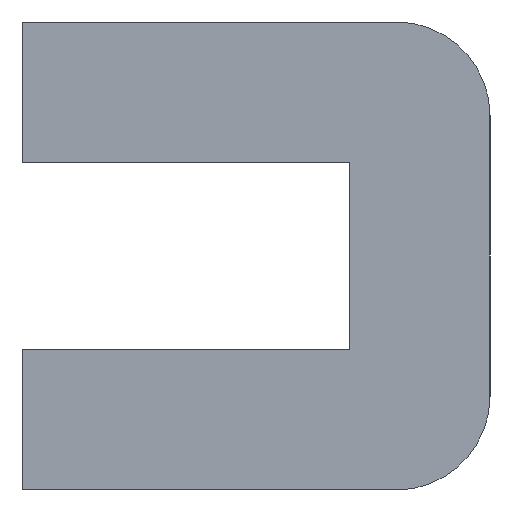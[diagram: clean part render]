
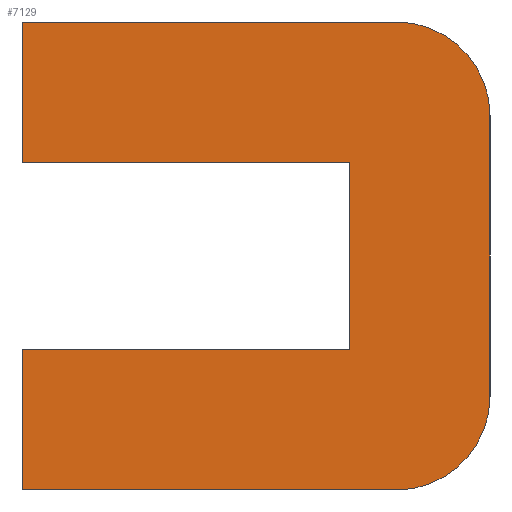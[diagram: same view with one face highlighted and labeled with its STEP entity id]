
A CAD part, left-side view. The second image highlights one B-rep face of the part: STEP entity #7129.
In plain terms, the highlighted planar face has unit normal (-1, 0, 0).
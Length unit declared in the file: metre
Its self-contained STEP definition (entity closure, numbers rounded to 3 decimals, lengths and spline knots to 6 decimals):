
#548=CIRCLE('',#7639,0.001);
#549=CIRCLE('',#7640,0.001);
#1023=ORIENTED_EDGE('',*,*,#3217,.F.);
#1024=ORIENTED_EDGE('',*,*,#3229,.T.);
#1025=ORIENTED_EDGE('',*,*,#3211,.T.);
#1026=ORIENTED_EDGE('',*,*,#3230,.T.);
#1027=ORIENTED_EDGE('',*,*,#2997,.T.);
#1028=ORIENTED_EDGE('',*,*,#3209,.F.);
#1029=ORIENTED_EDGE('',*,*,#3205,.F.);
#1030=ORIENTED_EDGE('',*,*,#3225,.T.);
#1031=ORIENTED_EDGE('',*,*,#3222,.T.);
#1032=ORIENTED_EDGE('',*,*,#3219,.F.);
#2997=EDGE_CURVE('',#4107,#4108,#4786,.T.);
#3205=EDGE_CURVE('',#4315,#4316,#4885,.T.);
#3209=EDGE_CURVE('',#4316,#4108,#4889,.T.);
#3211=EDGE_CURVE('',#4319,#4320,#4891,.T.);
#3217=EDGE_CURVE('',#4325,#4326,#4897,.T.);
#3219=EDGE_CURVE('',#4326,#4327,#4899,.T.);
#3222=EDGE_CURVE('',#4329,#4327,#4902,.T.);
#3225=EDGE_CURVE('',#4315,#4329,#4905,.T.);
#3229=EDGE_CURVE('',#4325,#4319,#548,.F.);
#3230=EDGE_CURVE('',#4320,#4107,#549,.F.);
#4107=VERTEX_POINT('',#10018);
#4108=VERTEX_POINT('',#10019);
#4315=VERTEX_POINT('',#10535);
#4316=VERTEX_POINT('',#10536);
#4319=VERTEX_POINT('',#10547);
#4320=VERTEX_POINT('',#10548);
#4325=VERTEX_POINT('',#10559);
#4326=VERTEX_POINT('',#10561);
#4327=VERTEX_POINT('',#10565);
#4329=VERTEX_POINT('',#10571);
#4786=LINE('',#10017,#5448);
#4885=LINE('',#10534,#5547);
#4889=LINE('',#10543,#5551);
#4891=LINE('',#10546,#5553);
#4897=LINE('',#10560,#5559);
#4899=LINE('',#10564,#5561);
#4902=LINE('',#10570,#5564);
#4905=LINE('',#10576,#5567);
#5448=VECTOR('',#8159,1.);
#5547=VECTOR('',#8380,1.);
#5551=VECTOR('',#8386,1.);
#5553=VECTOR('',#8390,1.);
#5559=VECTOR('',#8398,1.);
#5561=VECTOR('',#8402,1.);
#5564=VECTOR('',#8407,1.);
#5567=VECTOR('',#8412,1.);
#6108=EDGE_LOOP('',(#1023,#1024,#1025,#1026,#1027,#1028,#1029,#1030,#1031,
#1032));
#6540=FACE_BOUND('',#6108,.T.);
#6951=PLANE('',#7638);
#7129=ADVANCED_FACE('',(#6540),#6951,.F.);
#7638=AXIS2_PLACEMENT_3D('',#10581,#8420,#8421);
#7639=AXIS2_PLACEMENT_3D('',#10582,#8422,#8423);
#7640=AXIS2_PLACEMENT_3D('',#10583,#8424,#8425);
#8159=DIRECTION('',(0.,1.,0.));
#8380=DIRECTION('',(0.,1.,0.));
#8386=DIRECTION('',(0.,0.,1.));
#8390=DIRECTION('',(0.,0.,1.));
#8398=DIRECTION('',(0.,1.,0.));
#8402=DIRECTION('',(0.,0.,1.));
#8407=DIRECTION('',(0.,1.,0.));
#8412=DIRECTION('',(0.,0.,-1.));
#8420=DIRECTION('',(1.,0.,0.));
#8421=DIRECTION('',(0.,1.,0.));
#8422=DIRECTION('',(1.,0.,0.));
#8423=DIRECTION('',(0.,0.,-1.));
#8424=DIRECTION('',(1.,0.,0.));
#8425=DIRECTION('',(0.,0.,-1.));
#10017=CARTESIAN_POINT('',(0.006045,-0.017,0.035755));
#10018=CARTESIAN_POINT('',(0.006045,-0.016,0.035755));
#10019=CARTESIAN_POINT('',(0.006045,-0.012,0.035755));
#10534=CARTESIAN_POINT('',(0.006045,-0.01375,0.034255));
#10535=CARTESIAN_POINT('',(0.006045,-0.0155,0.034255));
#10536=CARTESIAN_POINT('',(0.006045,-0.012,0.034255));
#10543=CARTESIAN_POINT('',(0.006045,-0.012,0.035005));
#10546=CARTESIAN_POINT('',(0.006045,-0.017,0.033255));
#10547=CARTESIAN_POINT('',(0.006045,-0.017,0.031755));
#10548=CARTESIAN_POINT('',(0.006045,-0.017,0.034755));
#10559=CARTESIAN_POINT('',(0.006045,-0.016,0.030755));
#10560=CARTESIAN_POINT('',(0.006045,-0.017,0.030755));
#10561=CARTESIAN_POINT('',(0.006045,-0.012,0.030755));
#10564=CARTESIAN_POINT('',(0.006045,-0.012,0.031505));
#10565=CARTESIAN_POINT('',(0.006045,-0.012,0.032255));
#10570=CARTESIAN_POINT('',(0.006045,-0.01375,0.032255));
#10571=CARTESIAN_POINT('',(0.006045,-0.0155,0.032255));
#10576=CARTESIAN_POINT('',(0.006045,-0.0155,0.033255));
#10581=CARTESIAN_POINT('',(0.006045,-0.01,0.033255));
#10582=CARTESIAN_POINT('',(0.006045,-0.016,0.031755));
#10583=CARTESIAN_POINT('',(0.006045,-0.016,0.034755));
